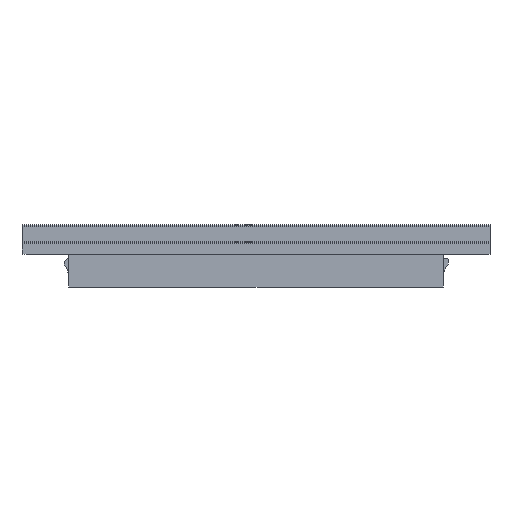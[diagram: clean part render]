
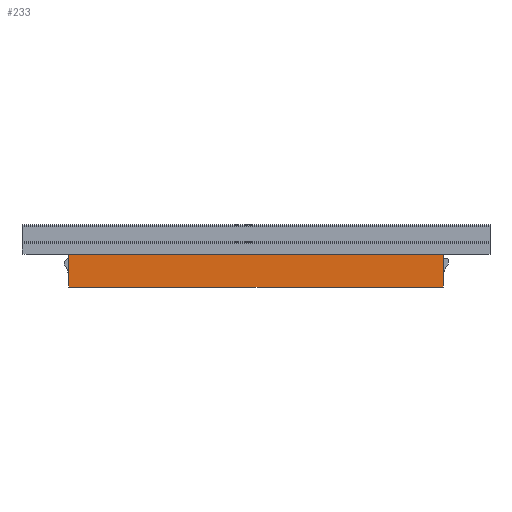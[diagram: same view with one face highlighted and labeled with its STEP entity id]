
A CAD part, front view. The second image highlights one B-rep face of the part: STEP entity #233.
In plain terms, the highlighted planar face has unit normal (0, -1, 0).
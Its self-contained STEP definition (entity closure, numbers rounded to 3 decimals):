
#136 = ORIENTED_EDGE ( 'NONE', *, *, #483, .T. ) ;
#233 = ADVANCED_FACE ( 'NONE', ( #11324 ), #11395, .F. ) ;
#237 = EDGE_LOOP ( 'NONE', ( #238, #241, #2095, #136 ) ) ;
#238 = ORIENTED_EDGE ( 'NONE', *, *, #10702, .T. ) ;
#241 = ORIENTED_EDGE ( 'NONE', *, *, #10930, .F. ) ;
#483 = EDGE_CURVE ( 'NONE', #9861, #10703, #11796, .T. ) ;
#2095 = ORIENTED_EDGE ( 'NONE', *, *, #9863, .F. ) ;
#9841 = VERTEX_POINT ( 'NONE', #26605 ) ;
#9861 = VERTEX_POINT ( 'NONE', #26696 ) ;
#9863 = EDGE_CURVE ( 'NONE', #9861, #9841, #26695, .T. ) ;
#10700 = VERTEX_POINT ( 'NONE', #28105 ) ;
#10702 = EDGE_CURVE ( 'NONE', #10703, #10700, #28104, .T. ) ;
#10703 = VERTEX_POINT ( 'NONE', #28100 ) ;
#10930 = EDGE_CURVE ( 'NONE', #9841, #10700, #28477, .T. ) ;
#11324 = FACE_OUTER_BOUND ( 'NONE', #237, .T. ) ;
#11391 = DIRECTION ( 'NONE',  ( 0., 0., 1. ) ) ;
#11392 = DIRECTION ( 'NONE',  ( 0., 1., 0. ) ) ;
#11393 = CARTESIAN_POINT ( 'NONE',  ( -80., -80., -14. ) ) ;
#11394 = AXIS2_PLACEMENT_3D ( 'NONE', #11393, #11392, #11391 ) ;
#11395 = PLANE ( 'NONE',  #11394 ) ;
#11793 = DIRECTION ( 'NONE',  ( 0., 0., 1. ) ) ;
#11794 = VECTOR ( 'NONE', #11793, 1000. ) ;
#11795 = CARTESIAN_POINT ( 'NONE',  ( 80., -80., -14. ) ) ;
#11796 = LINE ( 'NONE', #11795, #11794 ) ;
#26605 = CARTESIAN_POINT ( 'NONE',  ( -80., -80., -17. ) ) ;
#26692 = DIRECTION ( 'NONE',  ( -1., 0., 0. ) ) ;
#26693 = VECTOR ( 'NONE', #26692, 1000. ) ;
#26694 = CARTESIAN_POINT ( 'NONE',  ( 80., -80., -17. ) ) ;
#26695 = LINE ( 'NONE', #26694, #26693 ) ;
#26696 = CARTESIAN_POINT ( 'NONE',  ( 80., -80., -17. ) ) ;
#28100 = CARTESIAN_POINT ( 'NONE',  ( 80., -80., -3. ) ) ;
#28101 = DIRECTION ( 'NONE',  ( -1., 0., 0. ) ) ;
#28102 = VECTOR ( 'NONE', #28101, 1000. ) ;
#28103 = CARTESIAN_POINT ( 'NONE',  ( -80., -80., -3. ) ) ;
#28104 = LINE ( 'NONE', #28103, #28102 ) ;
#28105 = CARTESIAN_POINT ( 'NONE',  ( -80., -80., -3. ) ) ;
#28474 = DIRECTION ( 'NONE',  ( 0., 0., 1. ) ) ;
#28475 = VECTOR ( 'NONE', #28474, 1000. ) ;
#28476 = CARTESIAN_POINT ( 'NONE',  ( -80., -80., -14. ) ) ;
#28477 = LINE ( 'NONE', #28476, #28475 ) ;
